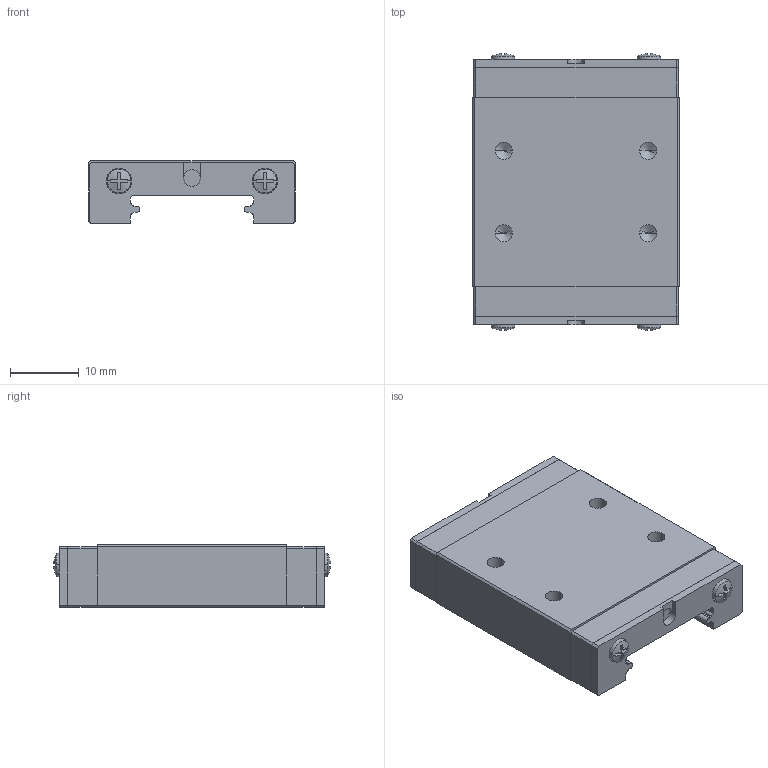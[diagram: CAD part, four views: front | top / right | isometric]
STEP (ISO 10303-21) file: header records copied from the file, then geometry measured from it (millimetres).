
FILE_DESCRIPTION(('STEP AP214'),'1');
FILE_NAME('cctmp_6D1AE0A6-BAB7-40C4-BE9A-80D8E2C3D2CD_2024_08_08_17_08_51_0505..stp','2024-08-08T15:08:51',('HIWIN GmbH'),('CADClick - www.CADClick.com'),'Spatial InterOp 3D',' ','unknown authorization');
FILE_SCHEMA(('AUTOMOTIVE_DESIGN'));
Length unit declared in the file: millimetre
Products named in the file (1): MGW09CZ0CM_FILE
Bounding box: 30 x 40.3 x 9.1 mm (x, y, z)
Volume: 7578.6 mm3; surface area: 4076.2 mm2
Topology: 1 solids, 3 shells, 202 faces, 544 edges, 352 vertices
Faces by surface type: plane 130, cylinder 44, cone 28
Entity records: 7808 total; most frequent: CARTESIAN_POINT 1203, ORIENTED_EDGE 1072, DIRECTION 994, EDGE_CURVE 536, LINE 372, VECTOR 372, VERTEX_POINT 352, AXIS2_PLACEMENT_3D 311
